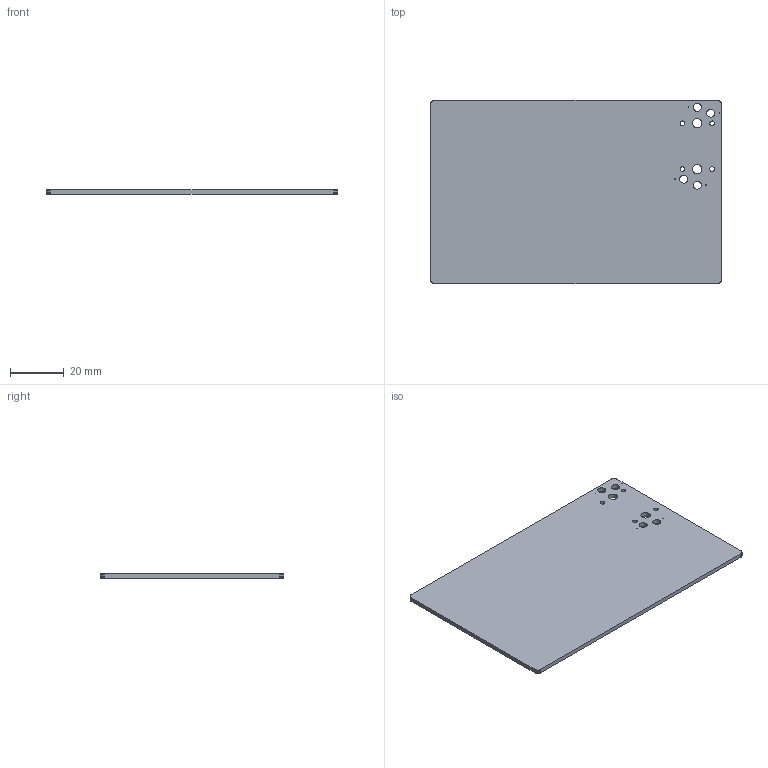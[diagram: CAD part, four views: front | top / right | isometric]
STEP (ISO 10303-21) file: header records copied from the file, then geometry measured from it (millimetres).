
FILE_DESCRIPTION(('KiCad electronic assembly'),'2;1');
FILE_NAME('test.step','2023-08-01T13:23:48',('Pcbnew'),('Kicad'), 'Open CASCADE STEP processor 7.7','KiCad to STEP converter','Unknown' );
FILE_SCHEMA(('AUTOMOTIVE_DESIGN { 1 0 10303 214 1 1 1 1 }'));
Length unit declared in the file: millimetre
Products named in the file (2): test 1; test PCB
Assembly tree (1 placements, depth 2):
  test 1
    test PCB
Bounding box: 108 x 68 x 1.6 mm (x, y, z)
Volume: 11657.5 mm3; surface area: 15265.9 mm2
Topology: 1 solids, 1 shells, 60 faces, 174 edges, 116 vertices
Faces by surface type: plane 46, cylinder 14
Full cylindrical faces by diameter (mm): 0.3 x4, 1.702 x4, 3 x4, 3.429 x2
Entity records: 4415 total; most frequent: CARTESIAN_POINT 868, DIRECTION 646, LINE 466, VECTOR 466, ORIENTED_EDGE 348, PCURVE 348, DEFINITIONAL_REPRESENTATION 348, EDGE_CURVE 174
